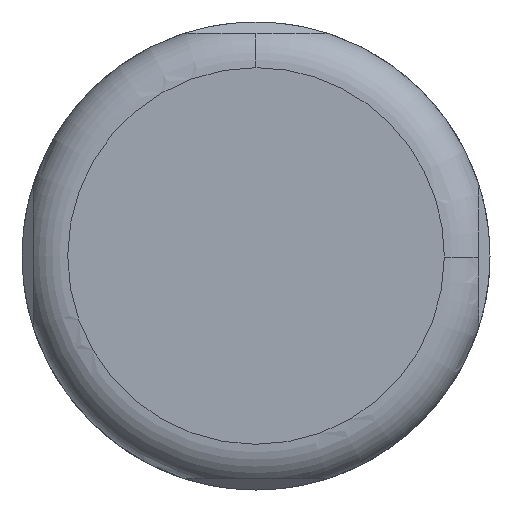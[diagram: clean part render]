
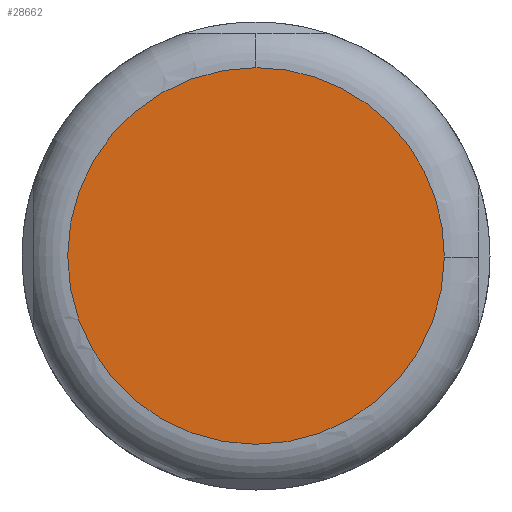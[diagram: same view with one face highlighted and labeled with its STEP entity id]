
A CAD part, front view. The second image highlights one B-rep face of the part: STEP entity #28662.
In plain terms, the highlighted planar face has unit normal (0, -1, 0).
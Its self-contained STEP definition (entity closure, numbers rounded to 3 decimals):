
#10315=CARTESIAN_POINT('',(0.,-39.05,0.));
#10316=DIRECTION('',(0.,-1.,0.));
#10317=DIRECTION('',(0.,0.,1.));
#10318=AXIS2_PLACEMENT_3D('',#10315,#10316,#10317);
#10397=CARTESIAN_POINT('',(0.,-39.05,0.));
#10398=DIRECTION('',(0.,-1.,0.));
#10399=DIRECTION('',(1.,0.,-0.005));
#10400=AXIS2_PLACEMENT_3D('',#10397,#10398,#10399);
#12179=CARTESIAN_POINT('',(0.,-39.05,8.25));
#12180=VERTEX_POINT('',#12179);
#12181=CARTESIAN_POINT('',(8.25,-39.05,
-0.044));
#12182=VERTEX_POINT('',#12181);
#28652=CARTESIAN_POINT('',(0.,-39.05,0.));
#28653=DIRECTION('',(0.,-1.,0.));
#28654=DIRECTION('',(-1.,0.,0.));
#28655=AXIS2_PLACEMENT_3D('',#28652,#28653,#28654);
#28656=PLANE('',#28655);
#28657=ORIENTED_EDGE('',*,*,#28631,.F.);
#28659=ORIENTED_EDGE('',*,*,#28658,.F.);
#28660=EDGE_LOOP('',(#28657,#28659));
#28661=FACE_OUTER_BOUND('',#28660,.F.);
#28662=ADVANCED_FACE('',(#28661),#28656,.T.);
#10319=CIRCLE('',#10318,8.25);
#10401=CIRCLE('',#10400,8.25);
#28631=EDGE_CURVE('',#12180,#12182,#10319,.T.);
#28658=EDGE_CURVE('',#12182,#12180,#10401,.T.);
